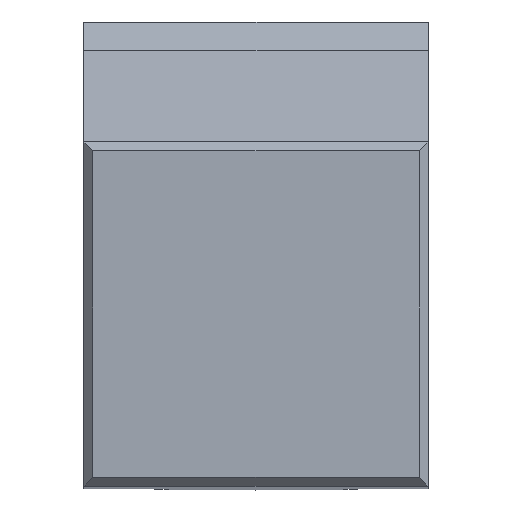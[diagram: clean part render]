
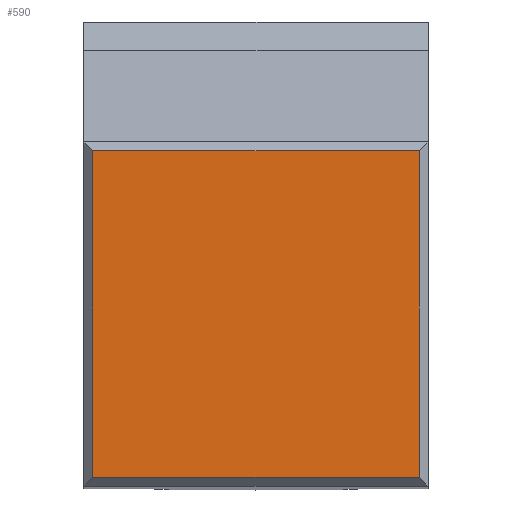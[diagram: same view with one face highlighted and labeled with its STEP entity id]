
A CAD part, top view. The second image highlights one B-rep face of the part: STEP entity #590.
In plain terms, the highlighted planar face has unit normal (0, 0, 1).
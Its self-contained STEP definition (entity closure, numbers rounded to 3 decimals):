
#65=DIRECTION('',(-1.,0.,0.));
#66=VECTOR('',#65,19.);
#67=CARTESIAN_POINT('',(-0.5,19.5,0.));
#68=LINE('',#67,#66);
#72=DIRECTION('',(0.,1.,0.));
#73=VECTOR('',#72,19.);
#74=CARTESIAN_POINT('',(-0.5,0.5,0.));
#75=LINE('',#74,#73);
#79=DIRECTION('',(1.,0.,0.));
#80=VECTOR('',#79,19.);
#81=CARTESIAN_POINT('',(-19.5,0.5,0.));
#82=LINE('',#81,#80);
#86=DIRECTION('',(0.,-1.,0.));
#87=VECTOR('',#86,19.);
#88=CARTESIAN_POINT('',(-19.5,19.5,0.));
#89=LINE('',#88,#87);
#504=CARTESIAN_POINT('',(-0.5,19.5,0.));
#505=CARTESIAN_POINT('',(-19.5,19.5,0.));
#506=VERTEX_POINT('',#504);
#507=VERTEX_POINT('',#505);
#514=CARTESIAN_POINT('',(-0.5,0.5,0.));
#515=VERTEX_POINT('',#514);
#518=CARTESIAN_POINT('',(-19.5,0.5,0.));
#519=VERTEX_POINT('',#518);
#575=CARTESIAN_POINT('',(0.,0.,0.));
#576=DIRECTION('',(0.,0.,-1.));
#577=DIRECTION('',(0.,1.,0.));
#578=AXIS2_PLACEMENT_3D('',#575,#576,#577);
#579=PLANE('',#578);
#581=ORIENTED_EDGE('',*,*,#580,.F.);
#583=ORIENTED_EDGE('',*,*,#582,.F.);
#585=ORIENTED_EDGE('',*,*,#584,.F.);
#587=ORIENTED_EDGE('',*,*,#586,.F.);
#588=EDGE_LOOP('',(#581,#583,#585,#587));
#589=FACE_OUTER_BOUND('',#588,.F.);
#580=EDGE_CURVE('',#506,#507,#68,.T.);
#582=EDGE_CURVE('',#515,#506,#75,.T.);
#584=EDGE_CURVE('',#519,#515,#82,.T.);
#586=EDGE_CURVE('',#507,#519,#89,.T.);
#590=ADVANCED_FACE('',(#589),#579,.F.);
